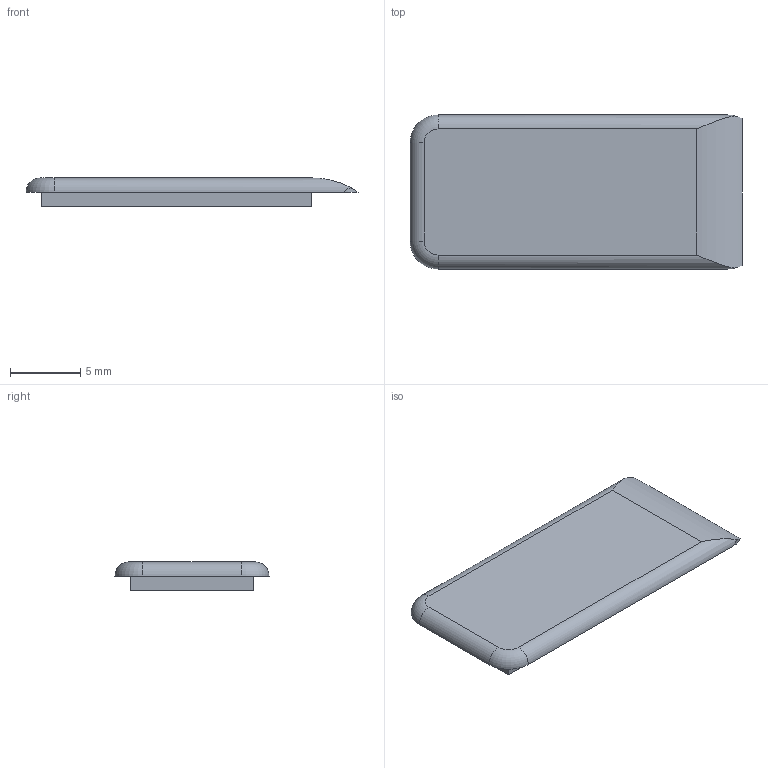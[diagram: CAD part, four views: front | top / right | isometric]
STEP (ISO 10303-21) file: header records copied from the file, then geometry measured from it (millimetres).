
FILE_DESCRIPTION(/* description */ ('STEP AP214'),/* implementation_level */ '2;1');
FILE_NAME(/* name */ '602c267f64c515116cf2d47b',/* time_stamp */ '2021-02-16T20:09:37+00:00',/* author */ (''),/* organization */ (''),/* preprocessor_version */ 'ST-DEVELOPER v18.1',/* originating_system */ ' ',/* authorisation */ ' ');
FILE_SCHEMA (('AUTOMOTIVE_DESIGN {1 0 10303 214 3 1 1}'));
Length unit declared in the file: metre
Products named in the file (1): Tapa receptop
Bounding box: 23.7 x 11 x 2 mm (x, y, z)
Volume: 288.5 mm3; surface area: 655.5 mm2
Topology: 1 solids, 1 shells, 20 faces, 48 edges, 32 vertices
Faces by surface type: plane 12, cylinder 6, torus 2
Entity records: 618 total; most frequent: CARTESIAN_POINT 119, ORIENTED_EDGE 96, DIRECTION 94, EDGE_CURVE 48, VERTEX_POINT 32, LINE 32, VECTOR 32, AXIS2_PLACEMENT_3D 31
